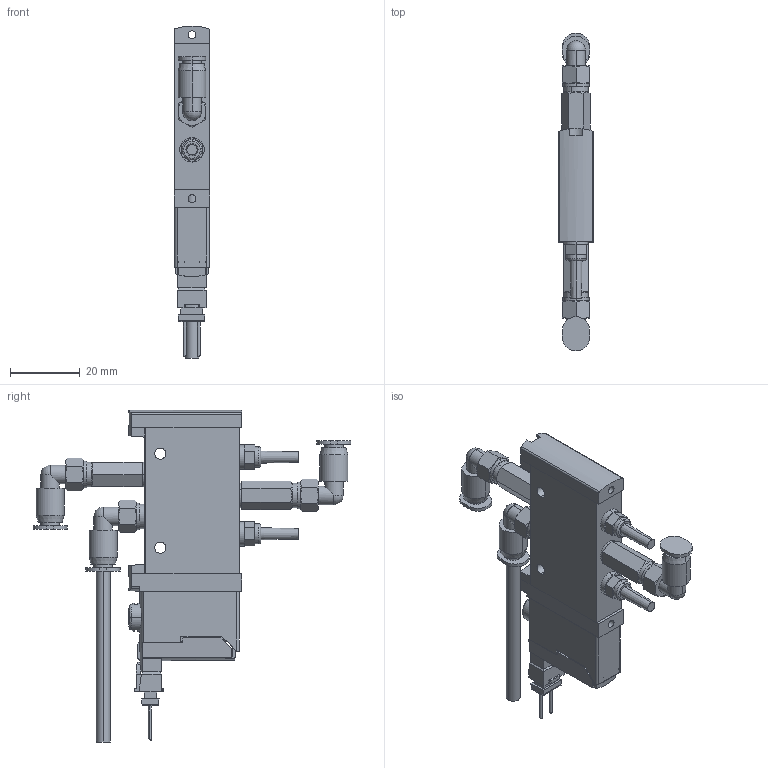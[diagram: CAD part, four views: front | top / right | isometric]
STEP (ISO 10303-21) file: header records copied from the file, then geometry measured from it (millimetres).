
FILE_DESCRIPTION (( 'STEP AP214' ), '1' );
FILE_NAME ('42702~0.STEP', '2019-06-06T08:38:02', ( '' ), ( '' ), 'SwSTEP 2.0', 'SolidWorks 2018', '' );
FILE_SCHEMA (( 'AUTOMOTIVE_DESIGN' ));
Length unit declared in the file: millimetre
Products named in the file (1): 42702~0
Bounding box: 10.25 x 91.18 x 95.2 mm (x, y, z)
Surface area: 13756.7 mm2 (no closed solid volume)
Topology: 0 solids, 10 shells, 573 faces, 1560 edges, 1032 vertices
Faces by surface type: plane 291, cylinder 167, cone 98, bspline 7, sphere 6, torus 4
Entity records: 20186 total; most frequent: CARTESIAN_POINT 4320, DIRECTION 2952, ORIENTED_EDGE 2882, EDGE_CURVE 1557, AXIS2_PLACEMENT_3D 1044, VERTEX_POINT 1032, VECTOR 864, LINE 864
